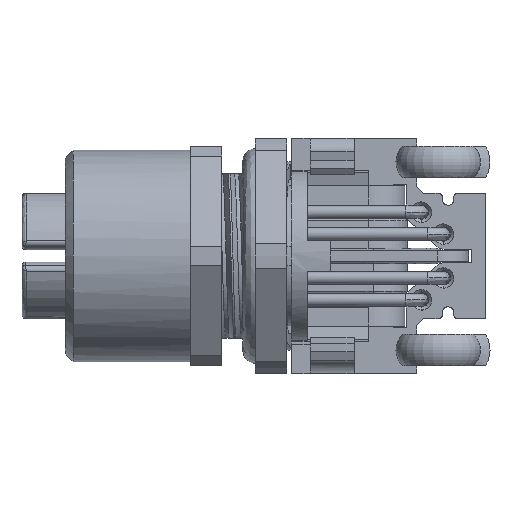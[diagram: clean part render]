
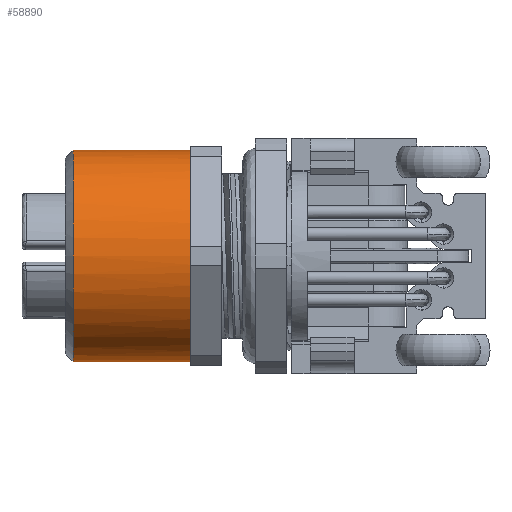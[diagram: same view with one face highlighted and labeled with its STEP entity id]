
A CAD part, front view. The second image highlights one B-rep face of the part: STEP entity #58890.
In plain terms, the highlighted cylindrical face has radius 6.75 mm (diameter 13.5 mm), a partial arc.
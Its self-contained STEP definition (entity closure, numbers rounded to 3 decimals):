
#1377 = EDGE_CURVE ( 'NONE', #39015, #57866, #30744, .T. ) ;
#1560 = DIRECTION ( 'NONE',  ( -1., 0., 0. ) ) ;
#2928 = CARTESIAN_POINT ( 'NONE',  ( -7.339, -0.01, -14.25 ) ) ;
#4521 = CARTESIAN_POINT ( 'NONE',  ( -7.339, -6.584, -5.733 ) ) ;
#5570 = CIRCLE ( 'NONE', #15188, 6.75 ) ;
#8761 = CARTESIAN_POINT ( 'NONE',  ( -7.339, -3.409, -1.602 ) ) ;
#12052 = CARTESIAN_POINT ( 'NONE',  ( -7.339, -3.409, -13.398 ) ) ;
#13252 = CARTESIAN_POINT ( 'NONE',  ( -7.339, -6.76, -8.384 ) ) ;
#14278 = FACE_OUTER_BOUND ( 'NONE', #21104, .T. ) ;
#14536 = B_SPLINE_CURVE_WITH_KNOTS ( 'NONE', 3,
 ( #58004, #47752, #53463, #12052, #49509, #30791, #22925, #27147, #13252, #59190 ),
 .UNSPECIFIED., .F., .F.,
 ( 4, 2, 2, 2, 4 ),
 ( 0.5, 0.625, 0.75, 0.875, 1. ),
 .UNSPECIFIED. ) ;
#15188 = AXIS2_PLACEMENT_3D ( 'NONE', #47514, #1560, #20016 ) ;
#15462 = CARTESIAN_POINT ( 'NONE',  ( -15.339, -0.01, -7.5 ) ) ;
#16204 = AXIS2_PLACEMENT_3D ( 'NONE', #15462, #42684, #18818 ) ;
#16236 = ORIENTED_EDGE ( 'NONE', *, *, #55710, .T. ) ;
#16318 = CARTESIAN_POINT ( 'NONE',  ( -7.339, -6.76, -7.5 ) ) ;
#16348 = EDGE_CURVE ( 'NONE', #42537, #39015, #24807, .T. ) ;
#17988 = ORIENTED_EDGE ( 'NONE', *, *, #41349, .F. ) ;
#18818 = DIRECTION ( 'NONE',  ( 0., 0., 1. ) ) ;
#20016 = DIRECTION ( 'NONE',  ( 0., 1., 0. ) ) ;
#20923 = CARTESIAN_POINT ( 'NONE',  ( -14.839, -0.01, -14.25 ) ) ;
#21104 = EDGE_LOOP ( 'NONE', ( #17988, #16236, #30767, #22959, #40961 ) ) ;
#22925 = CARTESIAN_POINT ( 'NONE',  ( -7.339, -5.908, -10.899 ) ) ;
#22959 = ORIENTED_EDGE ( 'NONE', *, *, #1377, .T. ) ;
#22967 = CARTESIAN_POINT ( 'NONE',  ( -7.339, -5.908, -4.101 ) ) ;
#23264 = CARTESIAN_POINT ( 'NONE',  ( -14.839, -0.01, -0.75 ) ) ;
#23674 = DIRECTION ( 'NONE',  ( -1., 0., 0. ) ) ;
#24807 = B_SPLINE_CURVE_WITH_KNOTS ( 'NONE', 3,
 ( #27790, #45928, #4521, #22967, #28091, #59539, #8761, #32639, #41412, #50176 ),
 .UNSPECIFIED., .F., .F.,
 ( 4, 2, 2, 2, 4 ),
 ( 0., 0.125, 0.25, 0.375, 0.5 ),
 .UNSPECIFIED. ) ;
#27147 = CARTESIAN_POINT ( 'NONE',  ( -7.339, -6.584, -9.267 ) ) ;
#27790 = CARTESIAN_POINT ( 'NONE',  ( -7.339, -6.76, -7.5 ) ) ;
#28091 = CARTESIAN_POINT ( 'NONE',  ( -7.339, -5.408, -3.352 ) ) ;
#28799 = CARTESIAN_POINT ( 'NONE',  ( -7.339, -0.01, -0.75 ) ) ;
#30744 = LINE ( 'NONE', #54005, #42367 ) ;
#30767 = ORIENTED_EDGE ( 'NONE', *, *, #16348, .T. ) ;
#30791 = CARTESIAN_POINT ( 'NONE',  ( -7.339, -5.408, -11.648 ) ) ;
#32639 = CARTESIAN_POINT ( 'NONE',  ( -7.339, -1.777, -0.926 ) ) ;
#37587 = LINE ( 'NONE', #46945, #46084 ) ;
#39015 = VERTEX_POINT ( 'NONE', #28799 ) ;
#40961 = ORIENTED_EDGE ( 'NONE', *, *, #40965, .F. ) ;
#40965 = EDGE_CURVE ( 'NONE', #46806, #57866, #5570, .T. ) ;
#41349 = EDGE_CURVE ( 'NONE', #41702, #46806, #37587, .T. ) ;
#41412 = CARTESIAN_POINT ( 'NONE',  ( -7.339, -0.894, -0.75 ) ) ;
#41702 = VERTEX_POINT ( 'NONE', #2928 ) ;
#42367 = VECTOR ( 'NONE', #49173, 1000. ) ;
#42537 = VERTEX_POINT ( 'NONE', #16318 ) ;
#42684 = DIRECTION ( 'NONE',  ( -1., 0., 0. ) ) ;
#45928 = CARTESIAN_POINT ( 'NONE',  ( -7.339, -6.76, -6.616 ) ) ;
#46084 = VECTOR ( 'NONE', #23674, 1000. ) ;
#46806 = VERTEX_POINT ( 'NONE', #20923 ) ;
#46945 = CARTESIAN_POINT ( 'NONE',  ( -15.339, -0.01, -14.25 ) ) ;
#47213 = CYLINDRICAL_SURFACE ( 'NONE', #16204, 6.75 ) ;
#47514 = CARTESIAN_POINT ( 'NONE',  ( -14.839, -0.01, -7.5 ) ) ;
#47752 = CARTESIAN_POINT ( 'NONE',  ( -7.339, -0.894, -14.25 ) ) ;
#49173 = DIRECTION ( 'NONE',  ( -1., 0., 0. ) ) ;
#49509 = CARTESIAN_POINT ( 'NONE',  ( -7.339, -4.158, -12.898 ) ) ;
#50176 = CARTESIAN_POINT ( 'NONE',  ( -7.339, -0.01, -0.75 ) ) ;
#53463 = CARTESIAN_POINT ( 'NONE',  ( -7.339, -1.777, -14.074 ) ) ;
#54005 = CARTESIAN_POINT ( 'NONE',  ( -15.339, -0.01, -0.75 ) ) ;
#55710 = EDGE_CURVE ( 'NONE', #41702, #42537, #14536, .T. ) ;
#57866 = VERTEX_POINT ( 'NONE', #23264 ) ;
#58004 = CARTESIAN_POINT ( 'NONE',  ( -7.339, -0.01, -14.25 ) ) ;
#58890 = ADVANCED_FACE ( 'NONE', ( #14278 ), #47213, .T. ) ;
#59190 = CARTESIAN_POINT ( 'NONE',  ( -7.339, -6.76, -7.5 ) ) ;
#59539 = CARTESIAN_POINT ( 'NONE',  ( -7.339, -4.158, -2.102 ) ) ;
